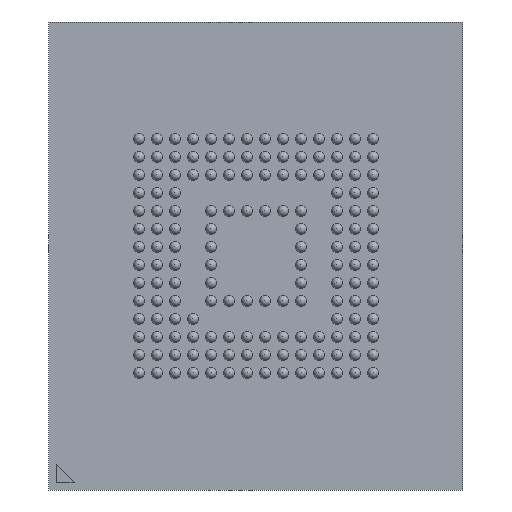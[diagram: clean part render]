
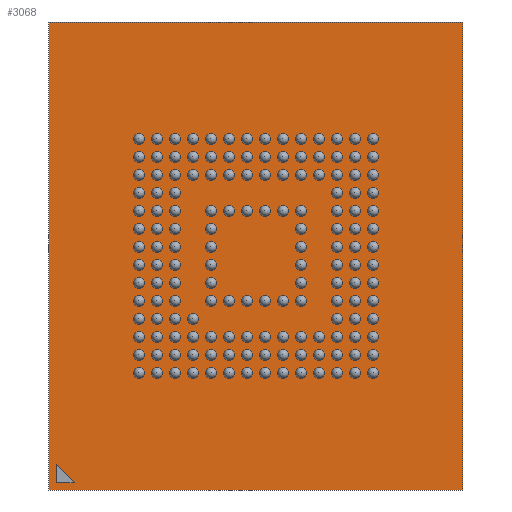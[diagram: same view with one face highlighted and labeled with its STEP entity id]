
A CAD part, front view. The second image highlights one B-rep face of the part: STEP entity #3068.
In plain terms, the highlighted planar face has unit normal (0, -1, 0).
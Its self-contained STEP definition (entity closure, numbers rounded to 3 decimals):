
#158 = CARTESIAN_POINT ( 'NONE',  ( -5.75, 0.15, 6.5 ) ) ;
#529 = DIRECTION ( 'NONE',  ( 0., 0., -1. ) ) ;
#801 = AXIS2_PLACEMENT_3D ( 'NONE', #8010, #8599, #529 ) ;
#836 = DIRECTION ( 'NONE',  ( 1., 0., 0. ) ) ;
#923 = CARTESIAN_POINT ( 'NONE',  ( -5.55, 0.15, -5.8 ) ) ;
#971 = LINE ( 'NONE', #2996, #7260 ) ;
#1064 = CARTESIAN_POINT ( 'NONE',  ( 5.75, 0.15, 6.5 ) ) ;
#1094 = DIRECTION ( 'NONE',  ( -0.707, 0., 0.707 ) ) ;
#1269 = CARTESIAN_POINT ( 'NONE',  ( -5.55, 0.15, -6.3 ) ) ;
#1739 = LINE ( 'NONE', #2114, #4890 ) ;
#1908 = DIRECTION ( 'NONE',  ( 0., 0., -1. ) ) ;
#1915 = LINE ( 'NONE', #2131, #3358 ) ;
#1934 = ORIENTED_EDGE ( 'NONE', *, *, #3176, .F. ) ;
#2113 = ORIENTED_EDGE ( 'NONE', *, *, #7413, .F. ) ;
#2114 = CARTESIAN_POINT ( 'NONE',  ( -5.75, 0.15, 6.5 ) ) ;
#2131 = CARTESIAN_POINT ( 'NONE',  ( -5.75, 0.15, 6.5 ) ) ;
#2864 = CARTESIAN_POINT ( 'NONE',  ( -5.75, 0.15, -6.5 ) ) ;
#2996 = CARTESIAN_POINT ( 'NONE',  ( -5.05, 0.15, -6.3 ) ) ;
#3068 = ADVANCED_FACE ( 'NONE', ( #6163, #4588 ), #3284, .T. ) ;
#3097 = ORIENTED_EDGE ( 'NONE', *, *, #4562, .F. ) ;
#3176 = EDGE_CURVE ( 'NONE', #6358, #7697, #1739, .T. ) ;
#3277 = VERTEX_POINT ( 'NONE', #7648 ) ;
#3284 = PLANE ( 'NONE',  #801 ) ;
#3358 = VECTOR ( 'NONE', #6864, 1000. ) ;
#3771 = VECTOR ( 'NONE', #1908, 1000. ) ;
#4423 = EDGE_CURVE ( 'NONE', #8508, #6358, #1915, .T. ) ;
#4454 = ORIENTED_EDGE ( 'NONE', *, *, #4615, .F. ) ;
#4562 = EDGE_CURVE ( 'NONE', #7697, #6374, #5387, .T. ) ;
#4588 = FACE_OUTER_BOUND ( 'NONE', #6282, .T. ) ;
#4615 = EDGE_CURVE ( 'NONE', #3277, #6165, #971, .T. ) ;
#4704 = CARTESIAN_POINT ( 'NONE',  ( -5.55, 0.15, -5.8 ) ) ;
#4797 = VERTEX_POINT ( 'NONE', #8137 ) ;
#4853 = LINE ( 'NONE', #2864, #7469 ) ;
#4890 = VECTOR ( 'NONE', #836, 1000. ) ;
#4959 = CARTESIAN_POINT ( 'NONE',  ( 5.75, 0.15, 6.5 ) ) ;
#5009 = EDGE_LOOP ( 'NONE', ( #4454, #7620, #2113 ) ) ;
#5283 = VECTOR ( 'NONE', #5573, 1000. ) ;
#5292 = EDGE_CURVE ( 'NONE', #4797, #3277, #6103, .T. ) ;
#5387 = LINE ( 'NONE', #4959, #5283 ) ;
#5546 = CARTESIAN_POINT ( 'NONE',  ( 5.75, 0.15, -6.5 ) ) ;
#5573 = DIRECTION ( 'NONE',  ( 0., 0., -1. ) ) ;
#5919 = DIRECTION ( 'NONE',  ( 1., 0., 0. ) ) ;
#6103 = LINE ( 'NONE', #1269, #7439 ) ;
#6163 = FACE_BOUND ( 'NONE', #5009, .T. ) ;
#6165 = VERTEX_POINT ( 'NONE', #923 ) ;
#6282 = EDGE_LOOP ( 'NONE', ( #3097, #1934, #7506, #8226 ) ) ;
#6358 = VERTEX_POINT ( 'NONE', #158 ) ;
#6374 = VERTEX_POINT ( 'NONE', #5546 ) ;
#6805 = EDGE_CURVE ( 'NONE', #6374, #8508, #4853, .T. ) ;
#6864 = DIRECTION ( 'NONE',  ( 0., 0., 1. ) ) ;
#6961 = CARTESIAN_POINT ( 'NONE',  ( -5.75, 0.15, -6.5 ) ) ;
#7044 = LINE ( 'NONE', #4704, #3771 ) ;
#7260 = VECTOR ( 'NONE', #1094, 1000. ) ;
#7413 = EDGE_CURVE ( 'NONE', #6165, #4797, #7044, .T. ) ;
#7439 = VECTOR ( 'NONE', #5919, 1000. ) ;
#7469 = VECTOR ( 'NONE', #7592, 1000. ) ;
#7506 = ORIENTED_EDGE ( 'NONE', *, *, #4423, .F. ) ;
#7592 = DIRECTION ( 'NONE',  ( -1., 0., 0. ) ) ;
#7620 = ORIENTED_EDGE ( 'NONE', *, *, #5292, .F. ) ;
#7648 = CARTESIAN_POINT ( 'NONE',  ( -5.05, 0.15, -6.3 ) ) ;
#7697 = VERTEX_POINT ( 'NONE', #1064 ) ;
#8010 = CARTESIAN_POINT ( 'NONE',  ( 0., 0.15, 0. ) ) ;
#8137 = CARTESIAN_POINT ( 'NONE',  ( -5.55, 0.15, -6.3 ) ) ;
#8226 = ORIENTED_EDGE ( 'NONE', *, *, #6805, .F. ) ;
#8508 = VERTEX_POINT ( 'NONE', #6961 ) ;
#8599 = DIRECTION ( 'NONE',  ( 0., -1., 0. ) ) ;
